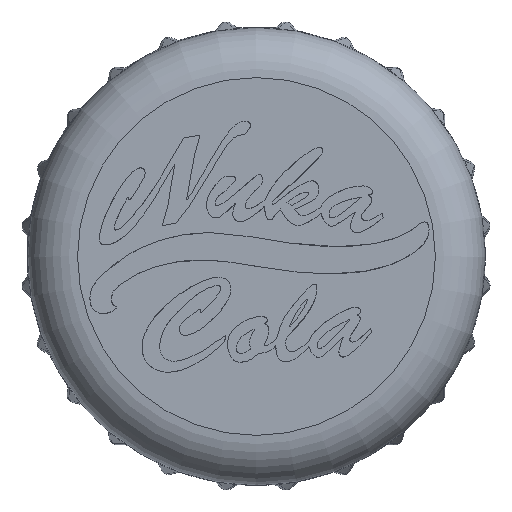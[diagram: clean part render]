
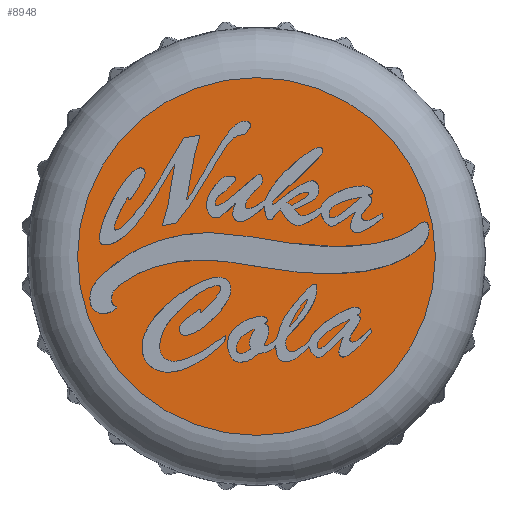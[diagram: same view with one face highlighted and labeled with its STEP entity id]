
A CAD part, top view. The second image highlights one B-rep face of the part: STEP entity #8948.
In plain terms, the highlighted planar face has unit normal (0, 0, 1).
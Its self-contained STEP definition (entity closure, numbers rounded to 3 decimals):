
#2408=FACE_OUTER_BOUND('',#2934,.T.);
#2934=EDGE_LOOP('',(#7201));
#3302=CIRCLE('',#9355,12.55);
#3900=VERTEX_POINT('',#24034);
#5129=EDGE_CURVE('',#3900,#3900,#3302,.T.);
#7201=ORIENTED_EDGE('',*,*,#5129,.F.);
#8685=PLANE('',#9357);
#8948=ADVANCED_FACE('',(#2408),#8685,.T.);
#9355=AXIS2_PLACEMENT_3D('',#24035,#9685,#9686);
#9357=AXIS2_PLACEMENT_3D('',#24037,#9689,#9690);
#9685=DIRECTION('center_axis',(0.,0.,
-1.));
#9686=DIRECTION('ref_axis',(-0.896,0.443,0.));
#9689=DIRECTION('center_axis',(0.,0.,
1.));
#9690=DIRECTION('ref_axis',(-1.,0.,0.));
#24034=CARTESIAN_POINT('',(-12.519,-0.046,6.75));
#24035=CARTESIAN_POINT('Origin',(0.031,-0.046,
6.75));
#24037=CARTESIAN_POINT('Origin',(0.031,-0.046,
6.75));
